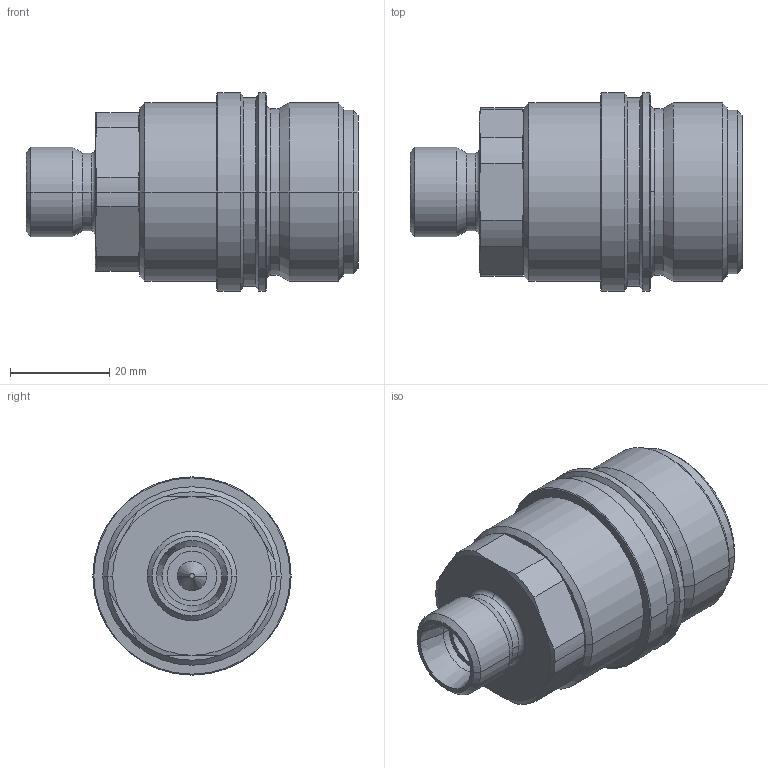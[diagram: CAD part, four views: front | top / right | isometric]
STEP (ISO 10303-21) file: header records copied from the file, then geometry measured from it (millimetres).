
FILE_DESCRIPTION( ( '' ), '1' );
FILE_NAME( '56601824.stp', '2012-08-13T13:59:38', ( '' ), ( '' ), ' ', ' ', ' ' );
FILE_SCHEMA( ( 'CONFIG_CONTROL_DESIGN' ) );
Length unit declared in the file: millimetre
Products named in the file (3): 1; 2; 3
Bounding box: 67 x 40 x 40 mm (x, y, z)
Volume: 46065.6 mm3; surface area: 20227.7 mm2
Topology: 3 solids, 3 shells, 139 faces, 306 edges, 186 vertices
Faces by surface type: cylinder 50, cone 48, plane 25, torus 16
Entity records: 3974 total; most frequent: DIRECTION 756, CARTESIAN_POINT 682, ORIENTED_EDGE 612, AXIS2_PLACEMENT_3D 332, EDGE_CURVE 306, CIRCLE 190, VERTEX_POINT 186, EDGE_LOOP 156
